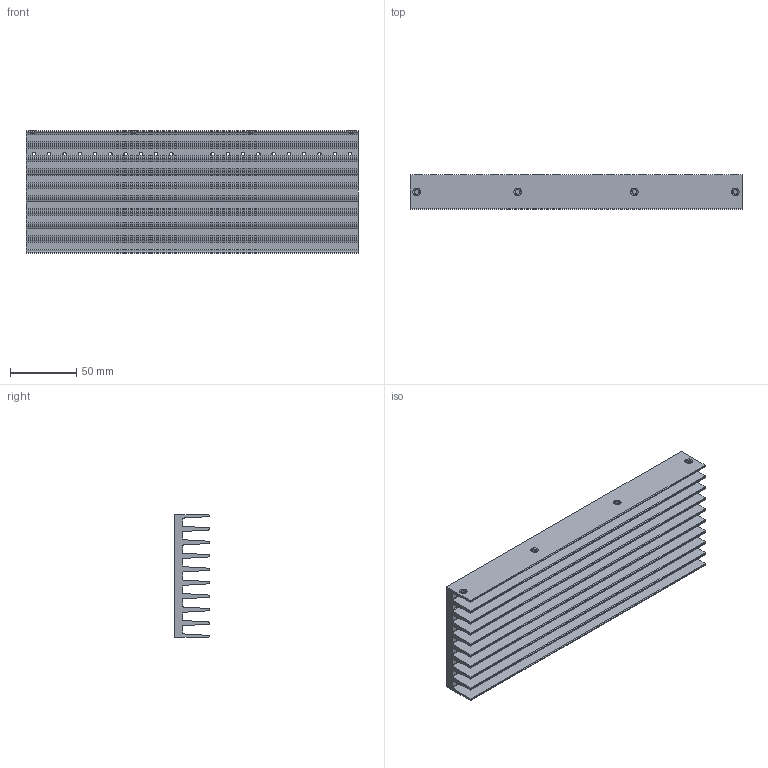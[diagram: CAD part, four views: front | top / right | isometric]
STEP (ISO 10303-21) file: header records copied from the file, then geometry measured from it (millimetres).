
FILE_DESCRIPTION (( 'STEP AP214' ), '1' );
FILE_NAME ('Ðàäèàòîð 26õ92õ250 (ÒÎ-220).STEP', '2025-02-07T11:20:08', ( '' ), ( '' ), 'SwSTEP 2.0', 'SolidWorks 2024', '' );
FILE_SCHEMA (( 'AUTOMOTIVE_DESIGN' ));
Length unit declared in the file: millimetre
Products named in the file (1): Радиатор 26х92х250 (ТО-220)
Bounding box: 250 x 26 x 92.1 mm (x, y, z)
Volume: 269322.8 mm3; surface area: 145122 mm2
Topology: 1 solids, 1 shells, 196 faces, 554 edges, 340 vertices
Faces by surface type: cylinder 86, plane 62, cone 48
Entity records: 6465 total; most frequent: DIRECTION 1192, CARTESIAN_POINT 1115, ORIENTED_EDGE 1108, EDGE_CURVE 554, AXIS2_PLACEMENT_3D 449, VERTEX_POINT 340, LINE 294, VECTOR 294
